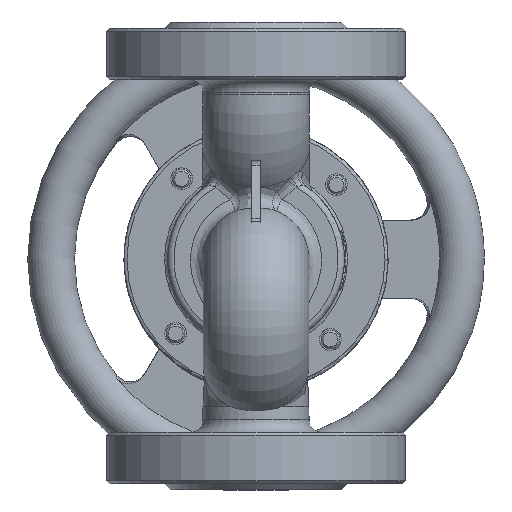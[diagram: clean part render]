
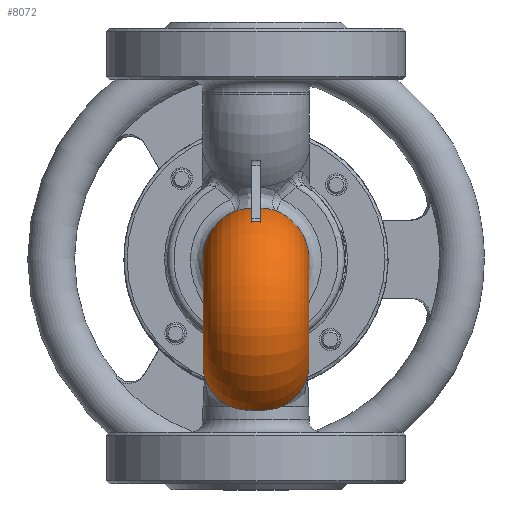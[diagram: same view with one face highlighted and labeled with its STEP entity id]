
A CAD part, front view. The second image highlights one B-rep face of the part: STEP entity #8072.
In plain terms, the highlighted toroidal (fillet/blend) face has major radius 18 mm and minor radius 17 mm.
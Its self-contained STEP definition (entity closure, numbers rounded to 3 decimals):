
#175=TOROIDAL_SURFACE('',#8764,18.,17.);
#240=FACE_BOUND('',#1179,.T.);
#671=FACE_OUTER_BOUND('',#1178,.T.);
#1178=EDGE_LOOP('',(#5522,#5523,#5524,#5525,#5526,#5527,#5528,#5529));
#1179=EDGE_LOOP('',(#5530,#5531,#5532,#5533));
#1731=CIRCLE('',#8765,17.);
#1732=CIRCLE('',#8766,17.);
#1733=CIRCLE('',#8767,34.934);
#1734=CIRCLE('',#8768,34.934);
#2887=B_SPLINE_CURVE_WITH_KNOTS('',3,(#13193,#13194,#13195,#13196,#13197,
#13198,#13199),.UNSPECIFIED.,.F.,.F.,(4,1,1,1,4),(-1.835,-1.311,
-0.786,-0.524,0.),.UNSPECIFIED.);
#2892=B_SPLINE_CURVE_WITH_KNOTS('',3,(#13255,#13256,#13257,#13258,#13259,
#13260,#13261,#13262,#13263,#13264,#13265,#13266,#13267,#13268,#13269,#13270),
 .UNSPECIFIED.,.F.,.F.,(4,1,1,1,1,1,1,1,1,1,1,1,1,4),(-10.904,
-10.822,-10.739,-10.657,-10.575,
-10.492,-10.41,-10.245,-9.916,
-9.586,-8.927,-8.268,-7.609,
-6.29),.UNSPECIFIED.);
#2893=B_SPLINE_CURVE_WITH_KNOTS('',3,(#13272,#13273,#13274,#13275),
 .UNSPECIFIED.,.F.,.F.,(4,4),(0.,0.364),.UNSPECIFIED.);
#2894=B_SPLINE_CURVE_WITH_KNOTS('',3,(#13279,#13280,#13281,#13282,#13283,
#13284,#13285,#13286,#13287,#13288),.UNSPECIFIED.,.F.,.F.,(4,2,2,2,4),(-1.694,
-1.349,-0.92,-0.512,0.),
 .UNSPECIFIED.);
#2895=B_SPLINE_CURVE_WITH_KNOTS('',3,(#13292,#13293,#13294,#13295),
 .UNSPECIFIED.,.F.,.F.,(4,4),(6.93,7.295),
 .UNSPECIFIED.);
#2896=B_SPLINE_CURVE_WITH_KNOTS('',3,(#13296,#13297,#13298,#13299,#13300,
#13301,#13302,#13303,#13304,#13305,#13306,#13307,#13308,#13309,#13310),
 .UNSPECIFIED.,.F.,.F.,(4,1,1,1,1,1,1,1,1,1,1,1,4),(-4.614,-3.296,
-1.977,-1.318,-0.989,-0.659,
-0.494,-0.412,-0.33,-0.247,
-0.165,-0.082,0.),.UNSPECIFIED.);
#2897=B_SPLINE_CURVE_WITH_KNOTS('',3,(#13315,#13316,#13317,#13318),
 .UNSPECIFIED.,.F.,.F.,(4,4),(-16.304,-15.968),
 .UNSPECIFIED.);
#2898=B_SPLINE_CURVE_WITH_KNOTS('',3,(#13321,#13322,#13323,#13324),
 .UNSPECIFIED.,.F.,.F.,(4,4),(-12.605,-12.268),
 .UNSPECIFIED.);
#3275=VERTEX_POINT('',#13139);
#3276=VERTEX_POINT('',#13191);
#3285=VERTEX_POINT('',#13254);
#3286=VERTEX_POINT('',#13271);
#3287=VERTEX_POINT('',#13276);
#3288=VERTEX_POINT('',#13278);
#3289=VERTEX_POINT('',#13289);
#3290=VERTEX_POINT('',#13291);
#3291=VERTEX_POINT('',#13311);
#3292=VERTEX_POINT('',#13312);
#3293=VERTEX_POINT('',#13314);
#3294=VERTEX_POINT('',#13319);
#4093=EDGE_CURVE('',#3276,#3275,#2887,.T.);
#4108=EDGE_CURVE('',#3285,#3276,#2892,.T.);
#4109=EDGE_CURVE('',#3286,#3285,#2893,.T.);
#4110=EDGE_CURVE('',#3287,#3286,#1731,.T.);
#4111=EDGE_CURVE('',#3287,#3288,#2894,.T.);
#4112=EDGE_CURVE('',#3289,#3288,#1732,.T.);
#4113=EDGE_CURVE('',#3290,#3289,#2895,.T.);
#4114=EDGE_CURVE('',#3275,#3290,#2896,.T.);
#4115=EDGE_CURVE('',#3291,#3292,#1733,.T.);
#4116=EDGE_CURVE('',#3293,#3292,#2897,.T.);
#4117=EDGE_CURVE('',#3293,#3294,#1734,.T.);
#4118=EDGE_CURVE('',#3291,#3294,#2898,.T.);
#5522=ORIENTED_EDGE('',*,*,#4093,.F.);
#5523=ORIENTED_EDGE('',*,*,#4108,.F.);
#5524=ORIENTED_EDGE('',*,*,#4109,.F.);
#5525=ORIENTED_EDGE('',*,*,#4110,.F.);
#5526=ORIENTED_EDGE('',*,*,#4111,.T.);
#5527=ORIENTED_EDGE('',*,*,#4112,.F.);
#5528=ORIENTED_EDGE('',*,*,#4113,.F.);
#5529=ORIENTED_EDGE('',*,*,#4114,.F.);
#5530=ORIENTED_EDGE('',*,*,#4115,.T.);
#5531=ORIENTED_EDGE('',*,*,#4116,.F.);
#5532=ORIENTED_EDGE('',*,*,#4117,.T.);
#5533=ORIENTED_EDGE('',*,*,#4118,.F.);
#8072=ADVANCED_FACE('',(#671,#240),#175,.T.);
#8764=AXIS2_PLACEMENT_3D('',#13253,#9913,#9914);
#8765=AXIS2_PLACEMENT_3D('',#13277,#9915,#9916);
#8766=AXIS2_PLACEMENT_3D('',#13290,#9917,#9918);
#8767=AXIS2_PLACEMENT_3D('',#13313,#9919,#9920);
#8768=AXIS2_PLACEMENT_3D('',#13320,#9921,#9922);
#9913=DIRECTION('center_axis',(1.,0.,0.));
#9914=DIRECTION('ref_axis',(0.,0.,-1.));
#9915=DIRECTION('center_axis',(0.,0.891,-0.455));
#9916=DIRECTION('ref_axis',(1.,0.,0.));
#9917=DIRECTION('center_axis',(0.,0.891,-0.455));
#9918=DIRECTION('ref_axis',(1.,0.,0.));
#9919=DIRECTION('center_axis',(-1.,0.,0.));
#9920=DIRECTION('ref_axis',(0.,0.,-1.));
#9921=DIRECTION('center_axis',(1.,0.,0.));
#9922=DIRECTION('ref_axis',(0.,0.,-1.));
#13139=CARTESIAN_POINT('',(6.606,-3.605,-42.029));
#13191=CARTESIAN_POINT('',(-6.606,-3.605,-42.029));
#13193=CARTESIAN_POINT('Ctrl Pts',(-6.606,-3.605,-42.029));
#13194=CARTESIAN_POINT('Ctrl Pts',(-5.594,-4.638,
-41.711));
#13195=CARTESIAN_POINT('Ctrl Pts',(-3.239,-6.403,-41.224));
#13196=CARTESIAN_POINT('Ctrl Pts',(0.379,-6.938,
-41.09));
#13197=CARTESIAN_POINT('Ctrl Pts',(3.826,-5.946,-41.348));
#13198=CARTESIAN_POINT('Ctrl Pts',(5.594,-4.638,-41.711));
#13199=CARTESIAN_POINT('Ctrl Pts',(6.606,-3.605,-42.029));
#13253=CARTESIAN_POINT('Origin',(0.,0.,-75.5));
#13254=CARTESIAN_POINT('',(-13.226,-6.091,-79.558));
#13255=CARTESIAN_POINT('Ctrl Pts',(-13.226,-6.091,
-79.558));
#13256=CARTESIAN_POINT('Ctrl Pts',(-13.135,-6.174,
-79.231));
#13257=CARTESIAN_POINT('Ctrl Pts',(-12.964,-6.339,
-78.539));
#13258=CARTESIAN_POINT('Ctrl Pts',(-12.765,-6.556,
-77.347));
#13259=CARTESIAN_POINT('Ctrl Pts',(-12.659,-6.682,
-76.01));
#13260=CARTESIAN_POINT('Ctrl Pts',(-12.676,-6.66,-74.619));
#13261=CARTESIAN_POINT('Ctrl Pts',(-12.811,-6.504,
-73.317));
#13262=CARTESIAN_POINT('Ctrl Pts',(-13.102,-6.196,
-71.783));
#13263=CARTESIAN_POINT('Ctrl Pts',(-13.781,-5.597,-69.624));
#13264=CARTESIAN_POINT('Ctrl Pts',(-14.834,-4.976,
-67.245));
#13265=CARTESIAN_POINT('Ctrl Pts',(-16.246,-4.389,
-63.704));
#13266=CARTESIAN_POINT('Ctrl Pts',(-17.223,-4.035,
-59.231));
#13267=CARTESIAN_POINT('Ctrl Pts',(-16.797,-3.821,
-53.807));
#13268=CARTESIAN_POINT('Ctrl Pts',(-14.099,-3.666,-47.104));
#13269=CARTESIAN_POINT('Ctrl Pts',(-9.881,-3.622,
-43.42));
#13270=CARTESIAN_POINT('Ctrl Pts',(-6.606,-3.605,-42.029));
#13271=CARTESIAN_POINT('',(-14.269,-3.982,-83.302));
#13272=CARTESIAN_POINT('Ctrl Pts',(-14.269,-3.982,
-83.302));
#13273=CARTESIAN_POINT('Ctrl Pts',(-13.978,-4.985,
-82.286));
#13274=CARTESIAN_POINT('Ctrl Pts',(-13.628,-5.727,
-81.003));
#13275=CARTESIAN_POINT('Ctrl Pts',(-13.226,-6.091,
-79.558));
#13276=CARTESIAN_POINT('',(-8.,-15.,-104.894));
#13277=CARTESIAN_POINT('Origin',(0.,-8.182,-91.533));
#13278=CARTESIAN_POINT('',(8.,-15.,-104.894));
#13279=CARTESIAN_POINT('Ctrl Pts',(-8.,-15.,
-104.894));
#13280=CARTESIAN_POINT('Ctrl Pts',(-7.026,-15.52,
-105.212));
#13281=CARTESIAN_POINT('Ctrl Pts',(-5.991,-15.95,
-105.47));
#13282=CARTESIAN_POINT('Ctrl Pts',(-3.558,-16.683,
-105.908));
#13283=CARTESIAN_POINT('Ctrl Pts',(-2.153,-16.923,
-106.049));
#13284=CARTESIAN_POINT('Ctrl Pts',(0.632,-17.043,-106.119));
#13285=CARTESIAN_POINT('Ctrl Pts',(1.99,-16.937,-106.057));
#13286=CARTESIAN_POINT('Ctrl Pts',(4.976,-16.343,-105.706));
#13287=CARTESIAN_POINT('Ctrl Pts',(6.553,-15.772,-105.366));
#13288=CARTESIAN_POINT('Ctrl Pts',(8.,-15.,-104.894));
#13289=CARTESIAN_POINT('',(14.269,-3.982,-83.302));
#13290=CARTESIAN_POINT('Origin',(0.,-8.182,-91.533));
#13291=CARTESIAN_POINT('',(13.226,-6.091,-79.558));
#13292=CARTESIAN_POINT('Ctrl Pts',(13.226,-6.091,-79.558));
#13293=CARTESIAN_POINT('Ctrl Pts',(13.628,-5.727,-81.003));
#13294=CARTESIAN_POINT('Ctrl Pts',(13.978,-4.985,-82.286));
#13295=CARTESIAN_POINT('Ctrl Pts',(14.269,-3.982,-83.302));
#13296=CARTESIAN_POINT('Ctrl Pts',(6.606,-3.605,-42.029));
#13297=CARTESIAN_POINT('Ctrl Pts',(9.881,-3.622,-43.42));
#13298=CARTESIAN_POINT('Ctrl Pts',(15.521,-3.688,-48.334));
#13299=CARTESIAN_POINT('Ctrl Pts',(17.629,-3.901,-57.448));
#13300=CARTESIAN_POINT('Ctrl Pts',(16.243,-4.387,-63.7));
#13301=CARTESIAN_POINT('Ctrl Pts',(14.837,-4.976,-67.244));
#13302=CARTESIAN_POINT('Ctrl Pts',(13.78,-5.597,-69.62));
#13303=CARTESIAN_POINT('Ctrl Pts',(13.102,-6.196,-71.784));
#13304=CARTESIAN_POINT('Ctrl Pts',(12.811,-6.504,-73.317));
#13305=CARTESIAN_POINT('Ctrl Pts',(12.676,-6.66,-74.618));
#13306=CARTESIAN_POINT('Ctrl Pts',(12.659,-6.682,-76.01));
#13307=CARTESIAN_POINT('Ctrl Pts',(12.765,-6.556,-77.347));
#13308=CARTESIAN_POINT('Ctrl Pts',(12.964,-6.34,-78.538));
#13309=CARTESIAN_POINT('Ctrl Pts',(13.135,-6.174,-79.231));
#13310=CARTESIAN_POINT('Ctrl Pts',(13.226,-6.091,-79.558));
#13311=CARTESIAN_POINT('',(-1.5,-18.115,-45.63));
#13312=CARTESIAN_POINT('',(-1.5,-8.61,-41.644));
#13313=CARTESIAN_POINT('Origin',(-1.5,0.,-75.5));
#13314=CARTESIAN_POINT('',(1.5,-8.61,-41.644));
#13315=CARTESIAN_POINT('Ctrl Pts',(1.5,-8.61,-41.644));
#13316=CARTESIAN_POINT('Ctrl Pts',(0.504,-8.57,
-41.543));
#13317=CARTESIAN_POINT('Ctrl Pts',(-0.504,-8.57,
-41.543));
#13318=CARTESIAN_POINT('Ctrl Pts',(-1.5,-8.61,
-41.644));
#13319=CARTESIAN_POINT('',(1.5,-18.115,-45.63));
#13320=CARTESIAN_POINT('Origin',(1.5,0.,-75.5));
#13321=CARTESIAN_POINT('Ctrl Pts',(-1.5,-18.115,-45.63));
#13322=CARTESIAN_POINT('Ctrl Pts',(-0.507,-18.062,
-45.495));
#13323=CARTESIAN_POINT('Ctrl Pts',(0.507,-18.062,
-45.495));
#13324=CARTESIAN_POINT('Ctrl Pts',(1.5,-18.115,-45.63));
